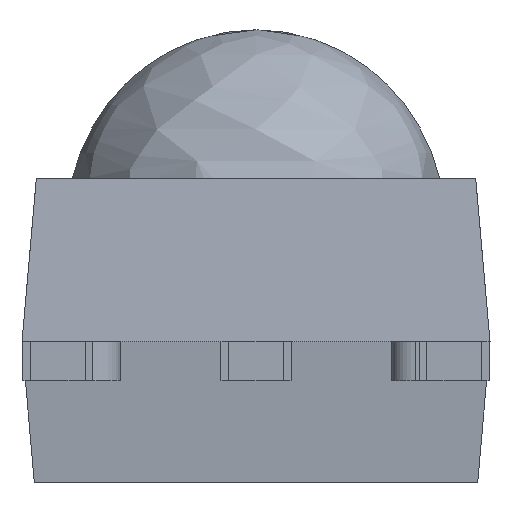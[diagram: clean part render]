
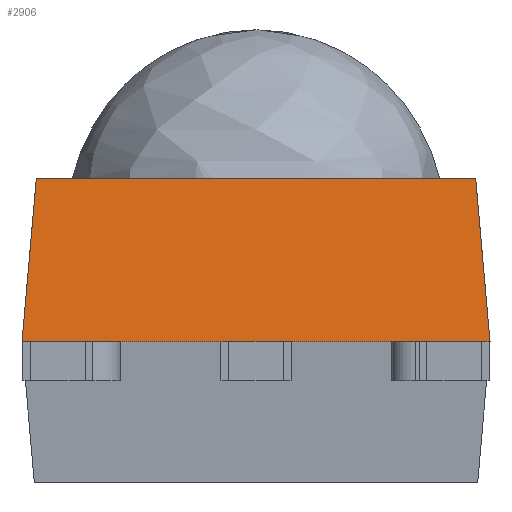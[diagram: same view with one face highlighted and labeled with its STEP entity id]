
A CAD part, front view. The second image highlights one B-rep face of the part: STEP entity #2906.
In plain terms, the highlighted planar face has unit normal (0, -0.996, 0.087).
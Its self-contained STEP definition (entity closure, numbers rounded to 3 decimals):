
#11 = DIRECTION ( 'NONE',  ( 1., 0., 0. ) ) ;
#21 = EDGE_CURVE ( 'NONE', #615, #671, #984, .T. ) ;
#71 = LINE ( 'NONE', #2191, #1942 ) ;
#397 = CARTESIAN_POINT ( 'NONE',  ( -3., 19.556, 0.5 ) ) ;
#424 = CARTESIAN_POINT ( 'NONE',  ( -2.816, 19.74, 2.6 ) ) ;
#482 = DIRECTION ( 'NONE',  ( 0., -0.996, 0.087 ) ) ;
#615 = VERTEX_POINT ( 'NONE', #424 ) ;
#621 = DIRECTION ( 'NONE',  ( -0.087, -0.087, -0.992 ) ) ;
#671 = VERTEX_POINT ( 'NONE', #703 ) ;
#693 = EDGE_LOOP ( 'NONE', ( #890, #3114, #3033, #1060 ) ) ;
#703 = CARTESIAN_POINT ( 'NONE',  ( -3., 19.556, 0.5 ) ) ;
#785 = VERTEX_POINT ( 'NONE', #2899 ) ;
#890 = ORIENTED_EDGE ( 'NONE', *, *, #1480, .T. ) ;
#943 = PLANE ( 'NONE',  #2462 ) ;
#984 = LINE ( 'NONE', #397, #1573 ) ;
#1060 = ORIENTED_EDGE ( 'NONE', *, *, #21, .T. ) ;
#1384 = DIRECTION ( 'NONE',  ( 1., 0., 0. ) ) ;
#1480 = EDGE_CURVE ( 'NONE', #671, #785, #1804, .T. ) ;
#1513 = CARTESIAN_POINT ( 'NONE',  ( 2.816, 19.74, 2.6 ) ) ;
#1568 = VECTOR ( 'NONE', #1384, 1000. ) ;
#1573 = VECTOR ( 'NONE', #621, 1000. ) ;
#1718 = VECTOR ( 'NONE', #11, 1000. ) ;
#1774 = VERTEX_POINT ( 'NONE', #1513 ) ;
#1804 = LINE ( 'NONE', #2398, #1568 ) ;
#1934 = EDGE_CURVE ( 'NONE', #615, #1774, #3065, .T. ) ;
#1942 = VECTOR ( 'NONE', #2436, 1000. ) ;
#1956 = CARTESIAN_POINT ( 'NONE',  ( -3., 19.556, 0.5 ) ) ;
#2191 = CARTESIAN_POINT ( 'NONE',  ( 2.948, 19.608, 1.099 ) ) ;
#2225 = DIRECTION ( 'NONE',  ( 0., -0.087, -0.996 ) ) ;
#2398 = CARTESIAN_POINT ( 'NONE',  ( -3., 19.556, 0.5 ) ) ;
#2436 = DIRECTION ( 'NONE',  ( 0.087, -0.087, -0.992 ) ) ;
#2462 = AXIS2_PLACEMENT_3D ( 'NONE', #1956, #482, #2225 ) ;
#2849 = EDGE_CURVE ( 'NONE', #1774, #785, #71, .T. ) ;
#2899 = CARTESIAN_POINT ( 'NONE',  ( 3., 19.556, 0.5 ) ) ;
#2906 = ADVANCED_FACE ( 'NONE', ( #2976 ), #943, .T. ) ;
#2976 = FACE_OUTER_BOUND ( 'NONE', #693, .T. ) ;
#2986 = CARTESIAN_POINT ( 'NONE',  ( -3., 19.74, 2.6 ) ) ;
#3033 = ORIENTED_EDGE ( 'NONE', *, *, #1934, .F. ) ;
#3065 = LINE ( 'NONE', #2986, #1718 ) ;
#3114 = ORIENTED_EDGE ( 'NONE', *, *, #2849, .F. ) ;
